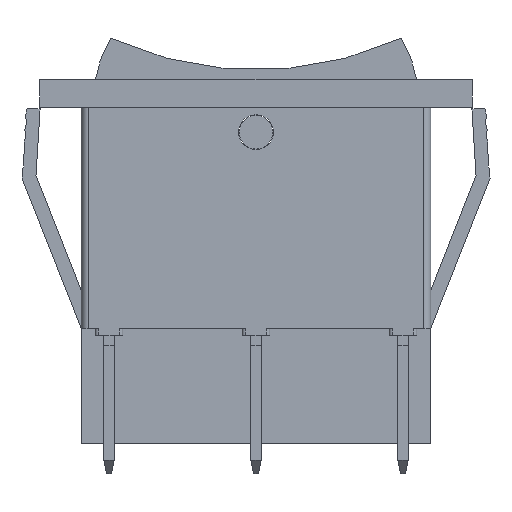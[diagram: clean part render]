
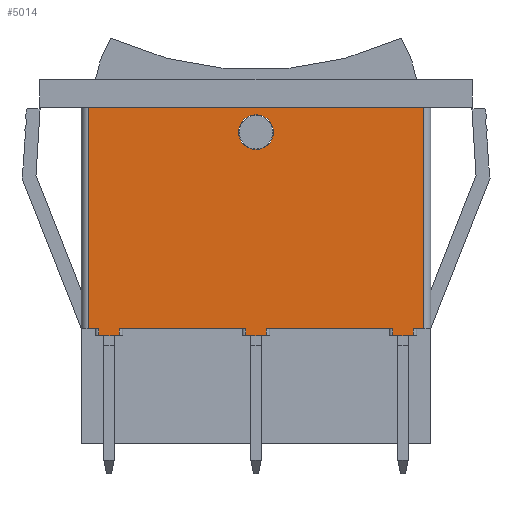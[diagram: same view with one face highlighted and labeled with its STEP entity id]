
A CAD part, front view. The second image highlights one B-rep face of the part: STEP entity #5014.
In plain terms, the highlighted planar face has unit normal (0, -1, 0).
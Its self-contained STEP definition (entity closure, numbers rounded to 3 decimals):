
#61=FACE_BOUND('',#1854,.T.);
#488=LINE('',#8011,#1058);
#489=LINE('',#8014,#1059);
#490=LINE('',#8016,#1060);
#491=LINE('',#8018,#1061);
#492=LINE('',#8020,#1062);
#493=LINE('',#8022,#1063);
#494=LINE('',#8024,#1064);
#495=LINE('',#8026,#1065);
#496=LINE('',#8028,#1066);
#497=LINE('',#8030,#1067);
#498=LINE('',#8032,#1068);
#499=LINE('',#8034,#1069);
#500=LINE('',#8036,#1070);
#501=LINE('',#8038,#1071);
#502=LINE('',#8040,#1072);
#503=LINE('',#8041,#1073);
#1058=VECTOR('',#6456,10.);
#1059=VECTOR('',#6459,10.);
#1060=VECTOR('',#6460,10.);
#1061=VECTOR('',#6461,10.);
#1062=VECTOR('',#6462,10.);
#1063=VECTOR('',#6463,10.);
#1064=VECTOR('',#6464,10.);
#1065=VECTOR('',#6465,10.);
#1066=VECTOR('',#6466,10.);
#1067=VECTOR('',#6467,10.);
#1068=VECTOR('',#6468,10.);
#1069=VECTOR('',#6469,10.);
#1070=VECTOR('',#6470,10.);
#1071=VECTOR('',#6471,10.);
#1072=VECTOR('',#6472,10.);
#1073=VECTOR('',#6473,10.);
#1527=FACE_OUTER_BOUND('',#1853,.T.);
#1853=EDGE_LOOP('',(#4048,#4049,#4050,#4051,#4052,#4053,#4054,#4055,#4056,
#4057,#4058,#4059,#4060,#4061,#4062,#4063));
#1854=EDGE_LOOP('',(#4064));
#2006=CIRCLE('',#5420,1.25);
#2334=VERTEX_POINT('',#8004);
#2337=VERTEX_POINT('',#8009);
#2338=VERTEX_POINT('',#8013);
#2339=VERTEX_POINT('',#8015);
#2340=VERTEX_POINT('',#8017);
#2341=VERTEX_POINT('',#8019);
#2342=VERTEX_POINT('',#8021);
#2343=VERTEX_POINT('',#8023);
#2344=VERTEX_POINT('',#8025);
#2345=VERTEX_POINT('',#8027);
#2346=VERTEX_POINT('',#8029);
#2347=VERTEX_POINT('',#8031);
#2348=VERTEX_POINT('',#8033);
#2349=VERTEX_POINT('',#8035);
#2350=VERTEX_POINT('',#8037);
#2351=VERTEX_POINT('',#8039);
#2352=VERTEX_POINT('',#8042);
#2935=EDGE_CURVE('',#2337,#2334,#488,.T.);
#2936=EDGE_CURVE('',#2338,#2337,#489,.T.);
#2937=EDGE_CURVE('',#2339,#2338,#490,.T.);
#2938=EDGE_CURVE('',#2339,#2340,#491,.T.);
#2939=EDGE_CURVE('',#2340,#2341,#492,.T.);
#2940=EDGE_CURVE('',#2342,#2341,#493,.T.);
#2941=EDGE_CURVE('',#2343,#2342,#494,.T.);
#2942=EDGE_CURVE('',#2343,#2344,#495,.T.);
#2943=EDGE_CURVE('',#2344,#2345,#496,.T.);
#2944=EDGE_CURVE('',#2346,#2345,#497,.T.);
#2945=EDGE_CURVE('',#2347,#2346,#498,.T.);
#2946=EDGE_CURVE('',#2347,#2348,#499,.T.);
#2947=EDGE_CURVE('',#2348,#2349,#500,.T.);
#2948=EDGE_CURVE('',#2350,#2349,#501,.T.);
#2949=EDGE_CURVE('',#2351,#2350,#502,.T.);
#2950=EDGE_CURVE('',#2351,#2334,#503,.T.);
#2951=EDGE_CURVE('',#2352,#2352,#2006,.T.);
#4048=ORIENTED_EDGE('',*,*,#2935,.F.);
#4049=ORIENTED_EDGE('',*,*,#2936,.F.);
#4050=ORIENTED_EDGE('',*,*,#2937,.F.);
#4051=ORIENTED_EDGE('',*,*,#2938,.T.);
#4052=ORIENTED_EDGE('',*,*,#2939,.T.);
#4053=ORIENTED_EDGE('',*,*,#2940,.F.);
#4054=ORIENTED_EDGE('',*,*,#2941,.F.);
#4055=ORIENTED_EDGE('',*,*,#2942,.T.);
#4056=ORIENTED_EDGE('',*,*,#2943,.T.);
#4057=ORIENTED_EDGE('',*,*,#2944,.F.);
#4058=ORIENTED_EDGE('',*,*,#2945,.F.);
#4059=ORIENTED_EDGE('',*,*,#2946,.T.);
#4060=ORIENTED_EDGE('',*,*,#2947,.T.);
#4061=ORIENTED_EDGE('',*,*,#2948,.F.);
#4062=ORIENTED_EDGE('',*,*,#2949,.F.);
#4063=ORIENTED_EDGE('',*,*,#2950,.T.);
#4064=ORIENTED_EDGE('',*,*,#2951,.T.);
#4747=PLANE('',#5419);
#5014=ADVANCED_FACE('',(#1527,#61),#4747,.T.);
#5419=AXIS2_PLACEMENT_3D('',#8012,#6457,#6458);
#5420=AXIS2_PLACEMENT_3D('',#8043,#6474,#6475);
#6456=DIRECTION('',(0.,0.,-1.));
#6457=DIRECTION('center_axis',(0.,-1.,0.));
#6458=DIRECTION('ref_axis',(0.,0.,-1.));
#6459=DIRECTION('',(1.,0.,0.));
#6460=DIRECTION('',(0.,0.,1.));
#6461=DIRECTION('',(1.,0.,0.));
#6462=DIRECTION('',(0.,0.,-1.));
#6463=DIRECTION('',(-1.,0.,0.));
#6464=DIRECTION('',(0.,0.,-1.));
#6465=DIRECTION('',(1.,0.,0.));
#6466=DIRECTION('',(0.,0.,-1.));
#6467=DIRECTION('',(-1.,0.,0.));
#6468=DIRECTION('',(0.,0.,-1.));
#6469=DIRECTION('',(1.,0.,0.));
#6470=DIRECTION('',(0.,0.,-1.));
#6471=DIRECTION('',(-1.,0.,0.));
#6472=DIRECTION('',(0.,0.,-1.));
#6473=DIRECTION('',(1.,0.,0.));
#6474=DIRECTION('center_axis',(0.,1.,0.));
#6475=DIRECTION('ref_axis',(1.,0.,0.));
#8004=CARTESIAN_POINT('',(24.75,-21.5,-16.));
#8009=CARTESIAN_POINT('',(24.75,-21.5,0.));
#8011=CARTESIAN_POINT('',(24.75,-21.5,-5.583));
#8012=CARTESIAN_POINT('Origin',(0.,-21.5,0.));
#8013=CARTESIAN_POINT('',(0.5,-21.5,0.));
#8014=CARTESIAN_POINT('',(0.,-21.5,0.));
#8015=CARTESIAN_POINT('',(0.5,-21.5,-16.));
#8016=CARTESIAN_POINT('',(0.5,-21.5,-5.583));
#8017=CARTESIAN_POINT('',(1.25,-21.5,-16.));
#8018=CARTESIAN_POINT('',(0.,-21.5,-16.));
#8019=CARTESIAN_POINT('',(1.25,-21.5,-16.5));
#8020=CARTESIAN_POINT('',(1.25,-21.5,-16.));
#8021=CARTESIAN_POINT('',(2.75,-21.5,-16.5));
#8022=CARTESIAN_POINT('',(1.25,-21.5,-16.5));
#8023=CARTESIAN_POINT('',(2.75,-21.5,-16.));
#8024=CARTESIAN_POINT('',(2.75,-21.5,-16.));
#8025=CARTESIAN_POINT('',(11.875,-21.5,-16.));
#8026=CARTESIAN_POINT('',(0.,-21.5,-16.));
#8027=CARTESIAN_POINT('',(11.875,-21.5,-16.5));
#8028=CARTESIAN_POINT('',(11.875,-21.5,-16.));
#8029=CARTESIAN_POINT('',(13.375,-21.5,-16.5));
#8030=CARTESIAN_POINT('',(11.875,-21.5,-16.5));
#8031=CARTESIAN_POINT('',(13.375,-21.5,-16.));
#8032=CARTESIAN_POINT('',(13.375,-21.5,-16.));
#8033=CARTESIAN_POINT('',(22.5,-21.5,-16.));
#8034=CARTESIAN_POINT('',(0.,-21.5,-16.));
#8035=CARTESIAN_POINT('',(22.5,-21.5,-16.5));
#8036=CARTESIAN_POINT('',(22.5,-21.5,-16.));
#8037=CARTESIAN_POINT('',(24.,-21.5,-16.5));
#8038=CARTESIAN_POINT('',(22.5,-21.5,-16.5));
#8039=CARTESIAN_POINT('',(24.,-21.5,-16.));
#8040=CARTESIAN_POINT('',(24.,-21.5,-16.));
#8041=CARTESIAN_POINT('',(0.,-21.5,-16.));
#8042=CARTESIAN_POINT('',(11.375,-21.5,-1.8));
#8043=CARTESIAN_POINT('Origin',(12.625,-21.5,-1.8));
